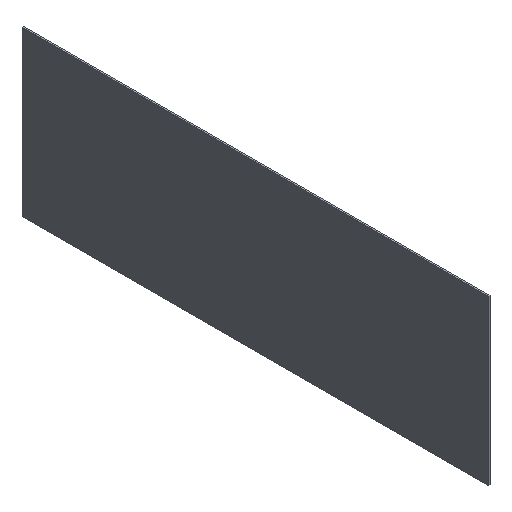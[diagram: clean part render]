
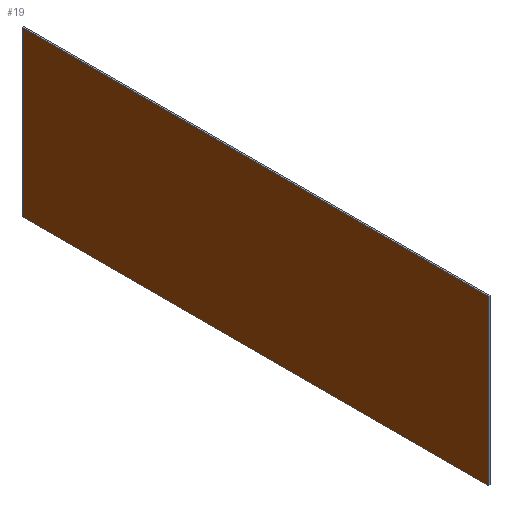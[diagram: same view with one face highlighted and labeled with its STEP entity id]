
A CAD part, isometric view. The second image highlights one B-rep face of the part: STEP entity #19.
In plain terms, the highlighted planar face has unit normal (-1, 0, 0).
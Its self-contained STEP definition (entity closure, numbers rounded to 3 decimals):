
#19=ADVANCED_FACE('',(#25),#93,.T.);
#25=FACE_OUTER_BOUND('',#31,.T.);
#31=EDGE_LOOP('',(#52,#53,#54,#55));
#52=ORIENTED_EDGE('',*,*,#66,.T.);
#53=ORIENTED_EDGE('',*,*,#63,.T.);
#54=ORIENTED_EDGE('',*,*,#60,.T.);
#55=ORIENTED_EDGE('',*,*,#56,.T.);
#56=EDGE_CURVE('',#80,#81,#68,.T.);
#60=EDGE_CURVE('',#84,#80,#72,.T.);
#63=EDGE_CURVE('',#86,#84,#75,.T.);
#66=EDGE_CURVE('',#81,#86,#78,.T.);
#68=B_SPLINE_CURVE_WITH_KNOTS('',1,(#214,#215),.UNSPECIFIED.,.F.,.F.,(2,
2),(-58.,0.),.UNSPECIFIED.);
#72=B_SPLINE_CURVE_WITH_KNOTS('',1,(#222,#223),.UNSPECIFIED.,.F.,.F.,(2,
2),(-165.,0.),.UNSPECIFIED.);
#75=B_SPLINE_CURVE_WITH_KNOTS('',1,(#228,#229),.UNSPECIFIED.,.F.,.F.,(2,
2),(-58.,0.),.UNSPECIFIED.);
#78=B_SPLINE_CURVE_WITH_KNOTS('',1,(#234,#235),.UNSPECIFIED.,.F.,.F.,(2,
2),(-165.,0.),.UNSPECIFIED.);
#80=VERTEX_POINT('',#206);
#81=VERTEX_POINT('',#207);
#84=VERTEX_POINT('',#210);
#86=VERTEX_POINT('',#212);
#93=PLANE('',#187);
#187=AXIS2_PLACEMENT_3D('',#205,#196,$);
#196=DIRECTION('',(-1.,0.,0.));
#205=CARTESIAN_POINT('',(0.,181.501,5.801));
#206=CARTESIAN_POINT('',(0.,165.,0.));
#207=CARTESIAN_POINT('',(0.,165.,-58.));
#210=CARTESIAN_POINT('',(0.,0.,0.));
#212=CARTESIAN_POINT('',(0.,0.,-58.));
#214=CARTESIAN_POINT('',(0.,165.,0.));
#215=CARTESIAN_POINT('',(0.,165.,-58.));
#222=CARTESIAN_POINT('',(0.,0.,0.));
#223=CARTESIAN_POINT('',(0.,165.,0.));
#228=CARTESIAN_POINT('',(0.,0.,-58.));
#229=CARTESIAN_POINT('',(0.,0.,0.));
#234=CARTESIAN_POINT('',(0.,165.,-58.));
#235=CARTESIAN_POINT('',(0.,0.,-58.));
